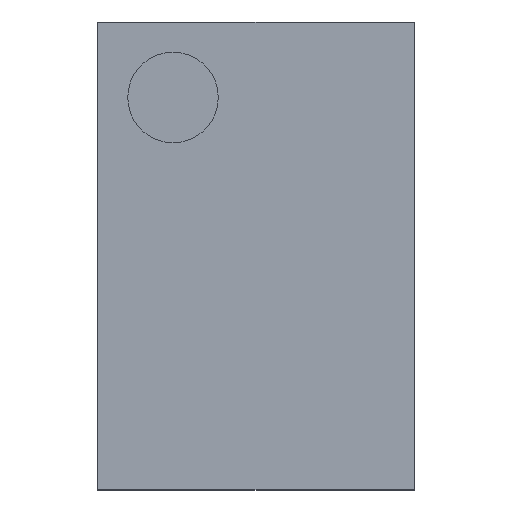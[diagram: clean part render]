
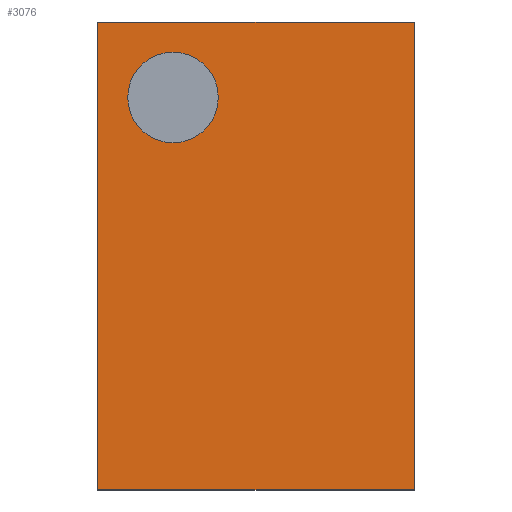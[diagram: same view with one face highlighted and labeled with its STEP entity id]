
A CAD part, top view. The second image highlights one B-rep face of the part: STEP entity #3076.
In plain terms, the highlighted planar face has unit normal (0, 0, 1).
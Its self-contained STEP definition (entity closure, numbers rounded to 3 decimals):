
#1222=CARTESIAN_POINT('',(-0.55,0.75,0.8));
#1223=VERTEX_POINT('',#1222);
#1239=CARTESIAN_POINT('',(-0.55,1.35,0.8));
#1240=VERTEX_POINT('',#1239);
#1247=CARTESIAN_POINT('',(-0.55,1.05,0.8));
#1248=DIRECTION('',(0.0,0.0,-1.0));
#1249=DIRECTION('',(0.0,-1.0,0.0));
#1250=AXIS2_PLACEMENT_3D('',#1247,#1248,#1249);
#1251=CIRCLE('',#1250,0.3);
#1252=EDGE_CURVE('',#1223,#1240,#1251,.T.);
#1263=CARTESIAN_POINT('',(-0.55,1.05,0.8));
#1264=DIRECTION('',(0.0,0.0,-1.0));
#1265=DIRECTION('',(0.0,-1.0,0.0));
#1266=AXIS2_PLACEMENT_3D('',#1263,#1264,#1265);
#1267=CIRCLE('',#1266,0.3);
#1268=EDGE_CURVE('',#1240,#1223,#1267,.T.);
#1890=CARTESIAN_POINT('',(1.05,-1.55,0.8));
#1891=VERTEX_POINT('',#1890);
#1892=CARTESIAN_POINT('',(-1.05,-1.55,0.8));
#1893=VERTEX_POINT('',#1892);
#1894=CARTESIAN_POINT('',(1.05,-1.55,0.8));
#1895=DIRECTION('',(-1.0,0.0,0.0));
#1896=VECTOR('',#1895,2.1);
#1897=LINE('',#1894,#1896);
#1898=EDGE_CURVE('',#1891,#1893,#1897,.T.);
#2477=CARTESIAN_POINT('',(1.05,1.55,0.8));
#2478=VERTEX_POINT('',#2477);
#2485=CARTESIAN_POINT('',(1.05,1.55,0.8));
#2486=DIRECTION('',(0.0,-1.0,0.0));
#2487=VECTOR('',#2486,3.1);
#2488=LINE('',#2485,#2487);
#2489=EDGE_CURVE('',#2478,#1891,#2488,.T.);
#2506=CARTESIAN_POINT('',(-1.05,1.55,0.8));
#2507=VERTEX_POINT('',#2506);
#2508=CARTESIAN_POINT('',(-1.05,1.55,0.8));
#2509=DIRECTION('',(1.0,0.0,0.0));
#2510=VECTOR('',#2509,2.1);
#2511=LINE('',#2508,#2510);
#2512=EDGE_CURVE('',#2507,#2478,#2511,.T.);
#2712=CARTESIAN_POINT('',(-1.05,-1.55,0.8));
#2713=DIRECTION('',(0.0,1.0,0.0));
#2714=VECTOR('',#2713,3.1);
#2715=LINE('',#2712,#2714);
#2716=EDGE_CURVE('',#1893,#2507,#2715,.T.);
#3061=CARTESIAN_POINT('',(0.,0.,0.8));
#3062=DIRECTION('',(0.0,0.0,1.0));
#3063=DIRECTION('',(0.0,-1.0,0.0));
#3064=AXIS2_PLACEMENT_3D('',#3061,#3062,#3063);
#3065=PLANE('',#3064);
#3066=ORIENTED_EDGE('',*,*,#2512,.F.);
#3067=ORIENTED_EDGE('',*,*,#2716,.F.);
#3068=ORIENTED_EDGE('',*,*,#1898,.F.);
#3069=ORIENTED_EDGE('',*,*,#2489,.F.);
#3070=EDGE_LOOP('',(#3066,#3067,#3068,#3069));
#3071=FACE_OUTER_BOUND('',#3070,.T.);
#3072=ORIENTED_EDGE('',*,*,#1252,.T.);
#3073=ORIENTED_EDGE('',*,*,#1268,.T.);
#3074=EDGE_LOOP('',(#3072,#3073));
#3075=FACE_BOUND('',#3074,.T.);
#3076=ADVANCED_FACE('',(#3071,#3075),#3065,.T.);
